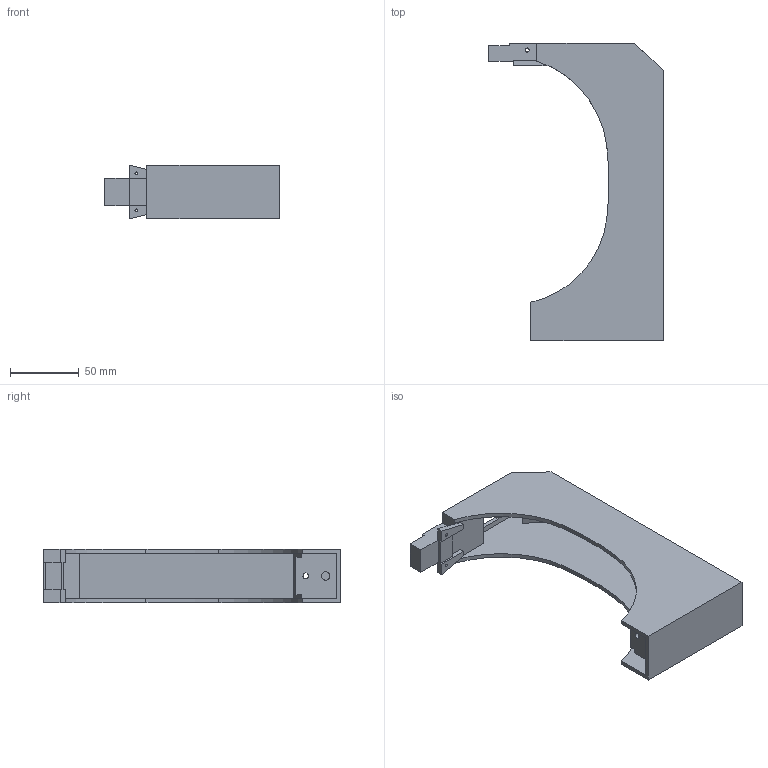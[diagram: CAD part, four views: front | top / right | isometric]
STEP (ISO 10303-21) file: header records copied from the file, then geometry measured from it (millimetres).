
FILE_DESCRIPTION (( 'STEP AP203' ), '1' );
FILE_NAME ('4.STEP', '2025-06-27T14:13:29', ( '' ), ( '' ), 'SwSTEP 2.0', 'SolidWorks 2023', '' );
FILE_SCHEMA (( 'CONFIG_CONTROL_DESIGN' ));
Length unit declared in the file: millimetre
Products named in the file (1): 4
Bounding box: 127 x 216.4 x 39 mm (x, y, z)
Volume: 162490.4 mm3; surface area: 83223.5 mm2
Topology: 1 solids, 1 shells, 96 faces, 277 edges, 184 vertices
Faces by surface type: plane 73, cylinder 23
Entity records: 3260 total; most frequent: CARTESIAN_POINT 558, ORIENTED_EDGE 554, DIRECTION 517, EDGE_CURVE 277, VECTOR 231, LINE 231, VERTEX_POINT 184, AXIS2_PLACEMENT_3D 143
